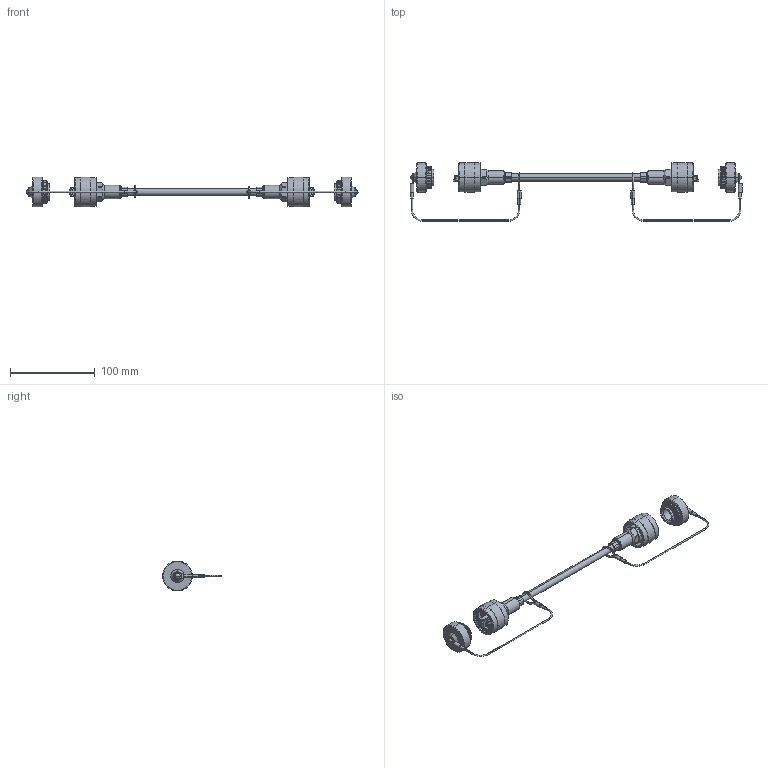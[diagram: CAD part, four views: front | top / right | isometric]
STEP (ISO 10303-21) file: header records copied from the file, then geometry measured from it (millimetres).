
FILE_DESCRIPTION (( 'STEP AP214' ), '1' );
FILE_NAME ('TRG695RG1_3D.STEP', '2021-03-17T12:58:06', ( '' ), ( '' ), 'SwSTEP 2.0', 'SolidWorks 2020', '' );
FILE_SCHEMA (( 'AUTOMOTIVE_DESIGN' ));
Length unit declared in the file: inch
Products named in the file (19): 3AB10-035-MA4; 3AB10-036-MA4; 3AB10-035-MA1; TRG695RG1_3D; 1AD03-013-MA3; ECSA4219UB0; 3AB10-035-MA2; 1AD03-013 tester_crimped; 3AB10-036; 1AD03-013-MA4_crimped strain relief; 1AL04-143; ECRU4203U00_BEND LANYARD; ECRA0213UA0; 3AB10-035; TDS8PC5-MA3; 1AD03-013-MA2; 3AB10-035-MA3; 1AD03-013-MA1; 3AB10-035-MA5
Assembly tree (26 placements, depth 4):
  TRG695RG1_3D
    1AL04-143
    ECSA4219UB0  x2
      ECRA0213UA0
        3AB10-035
        3AB10-035-MA1
        3AB10-035-MA2
        3AB10-035-MA3
        3AB10-035-MA4
        3AB10-035-MA5
      ECRU4203U00_BEND LANYARD
        3AB10-036
        3AB10-036-MA4
      1AD03-013 tester_crimped
        1AD03-013-MA3
        1AD03-013-MA2
        1AD03-013-MA1
        1AD03-013-MA4_crimped strain relief
        TDS8PC5-MA3  x8
Bounding box: 391.16 x 69.33 x 35.15 mm (x, y, z)
Volume: 72627.6 mm3; surface area: 61541.9 mm2
Topology: 47 solids, 47 shells, 1918 faces, 5064 edges, 3200 vertices
Faces by surface type: plane 1024, cylinder 644, cone 134, bspline 48, sphere 36, torus 32
Entity records: 33325 total; most frequent: CARTESIAN_POINT 12371, ORIENTED_EDGE 4194, DIRECTION 4024, EDGE_CURVE 2097, AXIS2_PLACEMENT_3D 1389, VERTEX_POINT 1320, LINE 1246, VECTOR 1246
